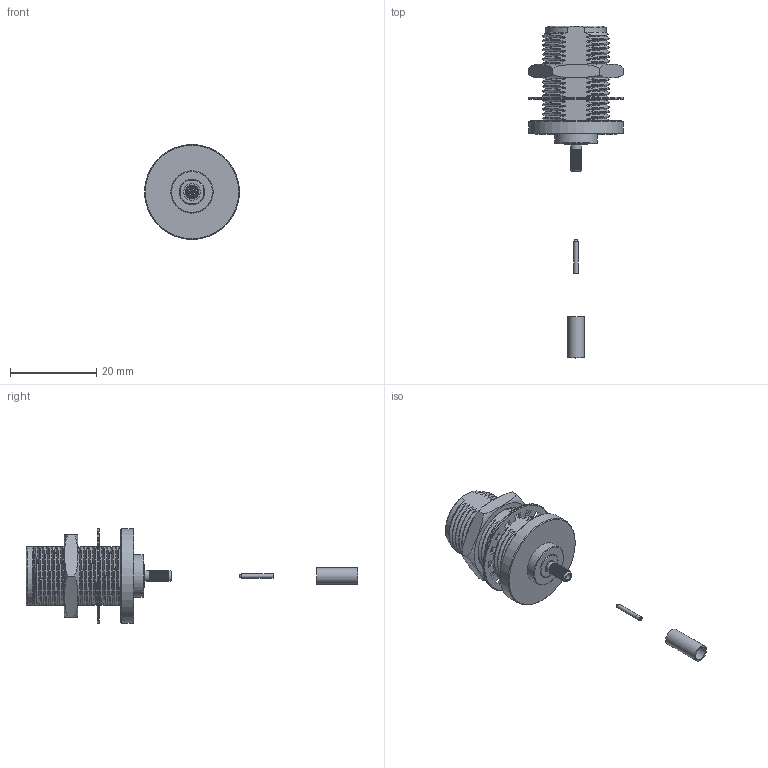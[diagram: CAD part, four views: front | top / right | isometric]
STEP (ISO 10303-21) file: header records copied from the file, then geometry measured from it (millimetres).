
FILE_DESCRIPTION(/* description */ ('Unknown'),/* implementation_level */ '2;1');
FILE_NAME(/* name */ '60425522510320',/* time_stamp */ '2022-03-22T14:50:15+01:00',/* author */ ('Unknown'),/* organization */ ('Unknown'),/* preprocessor_version */ 'ST-DEVELOPER v16.7',/* originating_system */ 'Solid Edge',/* authorisation */ 'Unknown');
FILE_SCHEMA (('AUTOMOTIVE_DESIGN {1 0 10303 214 3 1 1}'));
Products named in the file (10): 60425522510320; 60425522510320_Contact Pin; 60425522510320_Barrel; 60425522510320_Insulator; 60425522510320_Ferrule; 60425522510320_Body; 60425522510320_Gasket; 60425522510320_Washer; 60425522510320_Nut; 60425522510320_Contact Pin2
Assembly tree (9 placements, depth 2):
  60425522510320
    60425522510320_Contact Pin
    60425522510320_Barrel
    60425522510320_Insulator
    60425522510320_Ferrule
    60425522510320_Body
    60425522510320_Gasket
    60425522510320_Washer
    60425522510320_Nut
    60425522510320_Contact Pin2
Bounding box: 22 x 76.9 x 22 mm (x, y, z)
Volume: 4548.7 mm3; surface area: 6094.8 mm2
Topology: 9 solids, 9 shells, 4800 faces, 9896 edges, 5127 vertices
Faces by surface type: bspline 3515, cylinder 1042, plane 192, cone 45, torus 6
Full cylindrical faces by diameter (mm): 0.35 x1, 0.6 x1, 0.95 x1, 1 x1, 1.05 x1, 1.5 x2, 1.6 x1, 1.75 x1, 2.12 x2, 2.15 x1, 2.3 x1, 2.5 x1, 2.55 x1, 3.04 x1, 3.15 x1, 3.2 x1, 3.3 x1, 3.9 x1, 5 x1, 5.1 x1, 5.7 x1, 5.85 x1, 5.9 x1, 7 x3, 7.3 x1, 8.6 x1, 9.8 x1, 10.15 x1, 15.8 x1, 20 x2
Entity records: 329034 total; most frequent: CARTESIAN_POINT 267036, ORIENTED_EDGE 19584, EDGE_CURVE 9792, VERTEX_POINT 5096, FACE_BOUND 4900, EDGE_LOOP 4897, ADVANCED_FACE 4799, B_SPLINE_CURVE_WITH_KNOTS 4348
